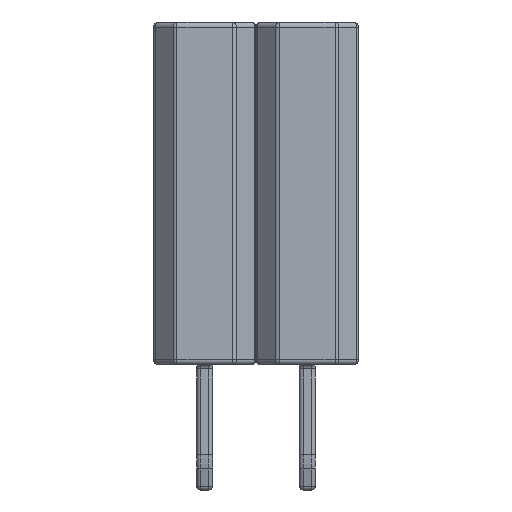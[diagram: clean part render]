
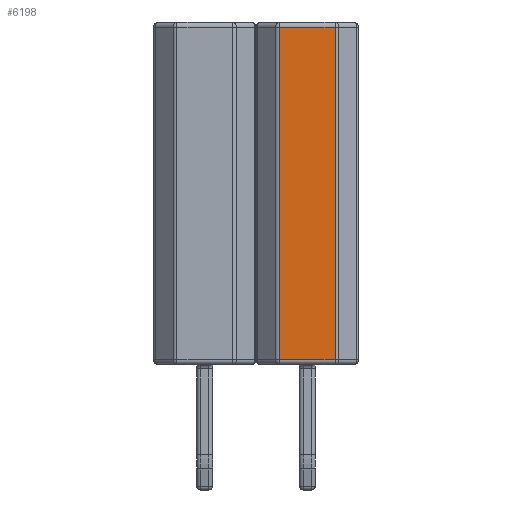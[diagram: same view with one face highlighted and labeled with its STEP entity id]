
A CAD part, left-side view. The second image highlights one B-rep face of the part: STEP entity #6198.
In plain terms, the highlighted planar face has unit normal (-1, 0, 0).
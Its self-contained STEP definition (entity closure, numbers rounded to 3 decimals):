
#5540 = CYLINDRICAL_SURFACE('',#5541,0.125);
#5541 = AXIS2_PLACEMENT_3D('',#5542,#5543,#5544);
#5542 = CARTESIAN_POINT('',(-1.145,0.692,0.));
#5543 = DIRECTION('',(0.,0.,1.));
#5544 = DIRECTION('',(-0.707,0.707,0.));
#5645 = VERTEX_POINT('',#5646);
#5646 = CARTESIAN_POINT('',(-1.27,0.692,0.125));
#5673 = EDGE_CURVE('',#5645,#5674,#5676,.T.);
#5674 = VERTEX_POINT('',#5675);
#5675 = CARTESIAN_POINT('',(-1.27,0.692,8.375));
#5676 = SURFACE_CURVE('',#5677,(#5681,#5688),.PCURVE_S1.);
#5677 = LINE('',#5678,#5679);
#5678 = CARTESIAN_POINT('',(-1.27,0.692,0.));
#5679 = VECTOR('',#5680,1.);
#5680 = DIRECTION('',(0.,0.,1.));
#5681 = PCURVE('',#5540,#5682);
#5682 = DEFINITIONAL_REPRESENTATION('',(#5683),#5687);
#5683 = LINE('',#5684,#5685);
#5684 = CARTESIAN_POINT('',(0.785,0.));
#5685 = VECTOR('',#5686,1.);
#5686 = DIRECTION('',(0.,1.));
#5687 = ( GEOMETRIC_REPRESENTATION_CONTEXT(2) 
PARAMETRIC_REPRESENTATION_CONTEXT() REPRESENTATION_CONTEXT('2D SPACE',''
  ) );
#5688 = PCURVE('',#5689,#5694);
#5689 = PLANE('',#5690);
#5690 = AXIS2_PLACEMENT_3D('',#5691,#5692,#5693);
#5691 = CARTESIAN_POINT('',(-1.27,-0.744,0.));
#5692 = DIRECTION('',(-1.,0.,0.));
#5693 = DIRECTION('',(0.,1.,0.));
#5694 = DEFINITIONAL_REPRESENTATION('',(#5695),#5699);
#5695 = LINE('',#5696,#5697);
#5696 = CARTESIAN_POINT('',(1.436,0.));
#5697 = VECTOR('',#5698,1.);
#5698 = DIRECTION('',(0.,-1.));
#5699 = ( GEOMETRIC_REPRESENTATION_CONTEXT(2) 
PARAMETRIC_REPRESENTATION_CONTEXT() REPRESENTATION_CONTEXT('2D SPACE',''
  ) );
#5903 = CYLINDRICAL_SURFACE('',#5904,0.125);
#5904 = AXIS2_PLACEMENT_3D('',#5905,#5906,#5907);
#5905 = CARTESIAN_POINT('',(-1.145,-0.744,8.375));
#5906 = DIRECTION('',(0.,1.,0.));
#5907 = DIRECTION('',(-1.,0.,0.));
#6185 = CYLINDRICAL_SURFACE('',#6186,0.125);
#6186 = AXIS2_PLACEMENT_3D('',#6187,#6188,#6189);
#6187 = CARTESIAN_POINT('',(-1.145,-0.744,0.125));
#6188 = DIRECTION('',(0.,1.,0.));
#6189 = DIRECTION('',(-1.,0.,0.));
#6198 = ADVANCED_FACE('',(#6199),#5689,.T.);
#6199 = FACE_BOUND('',#6200,.T.);
#6200 = EDGE_LOOP('',(#6201,#6224,#6225,#6248));
#6201 = ORIENTED_EDGE('',*,*,#6202,.T.);
#6202 = EDGE_CURVE('',#6203,#5674,#6205,.T.);
#6203 = VERTEX_POINT('',#6204);
#6204 = CARTESIAN_POINT('',(-1.27,-0.692,8.375));
#6205 = SURFACE_CURVE('',#6206,(#6210,#6217),.PCURVE_S1.);
#6206 = LINE('',#6207,#6208);
#6207 = CARTESIAN_POINT('',(-1.27,-0.744,8.375));
#6208 = VECTOR('',#6209,1.);
#6209 = DIRECTION('',(0.,1.,0.));
#6210 = PCURVE('',#5689,#6211);
#6211 = DEFINITIONAL_REPRESENTATION('',(#6212),#6216);
#6212 = LINE('',#6213,#6214);
#6213 = CARTESIAN_POINT('',(0.,-8.375));
#6214 = VECTOR('',#6215,1.);
#6215 = DIRECTION('',(1.,0.));
#6216 = ( GEOMETRIC_REPRESENTATION_CONTEXT(2) 
PARAMETRIC_REPRESENTATION_CONTEXT() REPRESENTATION_CONTEXT('2D SPACE',''
  ) );
#6217 = PCURVE('',#5903,#6218);
#6218 = DEFINITIONAL_REPRESENTATION('',(#6219),#6223);
#6219 = LINE('',#6220,#6221);
#6220 = CARTESIAN_POINT('',(0.,0.));
#6221 = VECTOR('',#6222,1.);
#6222 = DIRECTION('',(0.,1.));
#6223 = ( GEOMETRIC_REPRESENTATION_CONTEXT(2) 
PARAMETRIC_REPRESENTATION_CONTEXT() REPRESENTATION_CONTEXT('2D SPACE',''
  ) );
#6224 = ORIENTED_EDGE('',*,*,#5673,.F.);
#6225 = ORIENTED_EDGE('',*,*,#6226,.F.);
#6226 = EDGE_CURVE('',#6227,#5645,#6229,.T.);
#6227 = VERTEX_POINT('',#6228);
#6228 = CARTESIAN_POINT('',(-1.27,-0.692,0.125));
#6229 = SURFACE_CURVE('',#6230,(#6234,#6241),.PCURVE_S1.);
#6230 = LINE('',#6231,#6232);
#6231 = CARTESIAN_POINT('',(-1.27,-0.744,0.125));
#6232 = VECTOR('',#6233,1.);
#6233 = DIRECTION('',(0.,1.,0.));
#6234 = PCURVE('',#5689,#6235);
#6235 = DEFINITIONAL_REPRESENTATION('',(#6236),#6240);
#6236 = LINE('',#6237,#6238);
#6237 = CARTESIAN_POINT('',(0.,-0.125));
#6238 = VECTOR('',#6239,1.);
#6239 = DIRECTION('',(1.,0.));
#6240 = ( GEOMETRIC_REPRESENTATION_CONTEXT(2) 
PARAMETRIC_REPRESENTATION_CONTEXT() REPRESENTATION_CONTEXT('2D SPACE',''
  ) );
#6241 = PCURVE('',#6185,#6242);
#6242 = DEFINITIONAL_REPRESENTATION('',(#6243),#6247);
#6243 = LINE('',#6244,#6245);
#6244 = CARTESIAN_POINT('',(-0.,0.));
#6245 = VECTOR('',#6246,1.);
#6246 = DIRECTION('',(-0.,1.));
#6247 = ( GEOMETRIC_REPRESENTATION_CONTEXT(2) 
PARAMETRIC_REPRESENTATION_CONTEXT() REPRESENTATION_CONTEXT('2D SPACE',''
  ) );
#6248 = ORIENTED_EDGE('',*,*,#6249,.T.);
#6249 = EDGE_CURVE('',#6227,#6203,#6250,.T.);
#6250 = SURFACE_CURVE('',#6251,(#6255,#6262),.PCURVE_S1.);
#6251 = LINE('',#6252,#6253);
#6252 = CARTESIAN_POINT('',(-1.27,-0.692,0.));
#6253 = VECTOR('',#6254,1.);
#6254 = DIRECTION('',(0.,0.,1.));
#6255 = PCURVE('',#5689,#6256);
#6256 = DEFINITIONAL_REPRESENTATION('',(#6257),#6261);
#6257 = LINE('',#6258,#6259);
#6258 = CARTESIAN_POINT('',(0.052,0.));
#6259 = VECTOR('',#6260,1.);
#6260 = DIRECTION('',(0.,-1.));
#6261 = ( GEOMETRIC_REPRESENTATION_CONTEXT(2) 
PARAMETRIC_REPRESENTATION_CONTEXT() REPRESENTATION_CONTEXT('2D SPACE',''
  ) );
#6262 = PCURVE('',#6263,#6268);
#6263 = CYLINDRICAL_SURFACE('',#6264,0.125);
#6264 = AXIS2_PLACEMENT_3D('',#6265,#6266,#6267);
#6265 = CARTESIAN_POINT('',(-1.145,-0.692,0.));
#6266 = DIRECTION('',(0.,0.,1.));
#6267 = DIRECTION('',(-1.,0.,0.));
#6268 = DEFINITIONAL_REPRESENTATION('',(#6269),#6273);
#6269 = LINE('',#6270,#6271);
#6270 = CARTESIAN_POINT('',(0.,0.));
#6271 = VECTOR('',#6272,1.);
#6272 = DIRECTION('',(0.,1.));
#6273 = ( GEOMETRIC_REPRESENTATION_CONTEXT(2) 
PARAMETRIC_REPRESENTATION_CONTEXT() REPRESENTATION_CONTEXT('2D SPACE',''
  ) );
